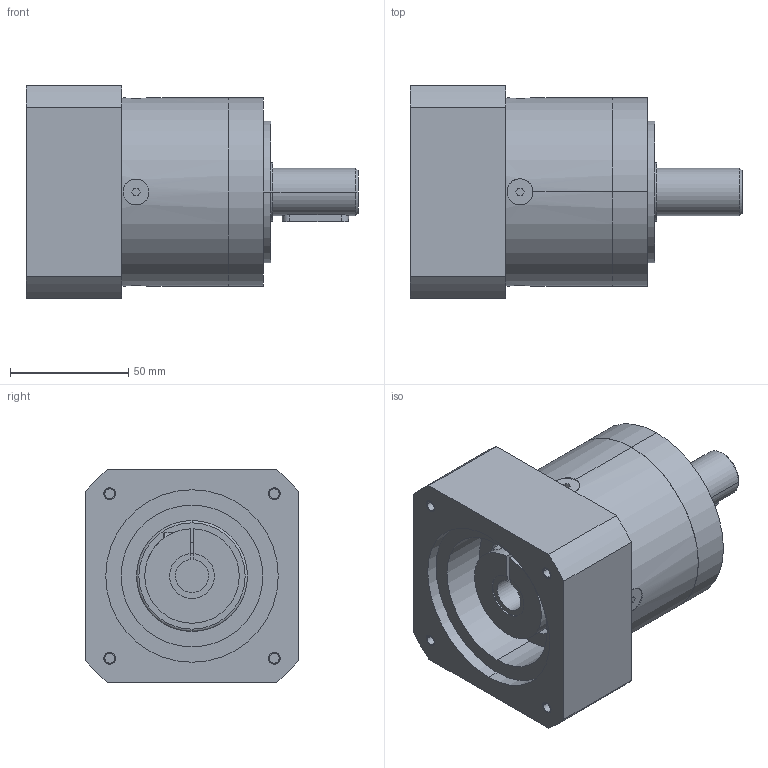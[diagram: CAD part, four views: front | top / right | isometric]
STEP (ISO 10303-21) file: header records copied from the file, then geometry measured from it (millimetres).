
FILE_DESCRIPTION((''),'2;1');
FILE_NAME('MB_PLE_MASTER','2014-07-03T',('agw'),(''),'PRO/ENGINEER BY PARAMETRIC TECHNOLOGY CORPORATION, 2013430','PRO/ENGINEER BY PARAMETRIC TECHNOLOGY CORPORATION, 2013430','');
FILE_SCHEMA(('AUTOMOTIVE_DESIGN { 1 0 10303 214 1 1 1 1 }'));
Length unit declared in the file: millimetre
Products named in the file (1): MB_PLE_MASTER
Bounding box: 140.5 x 90 x 90 mm (x, y, z)
Volume: 572425.5 mm3; surface area: 64034.8 mm2
Topology: 1 solids, 11 shells, 181 faces, 421 edges, 273 vertices
Faces by surface type: cylinder 85, plane 84, torus 6, cone 6
Entity records: 6189 total; most frequent: CARTESIAN_POINT 1065, DIRECTION 947, ORIENTED_EDGE 802, EDGE_CURVE 419, AXIS2_PLACEMENT_3D 357, VERTEX_POINT 273, VECTOR 233, LINE 233
